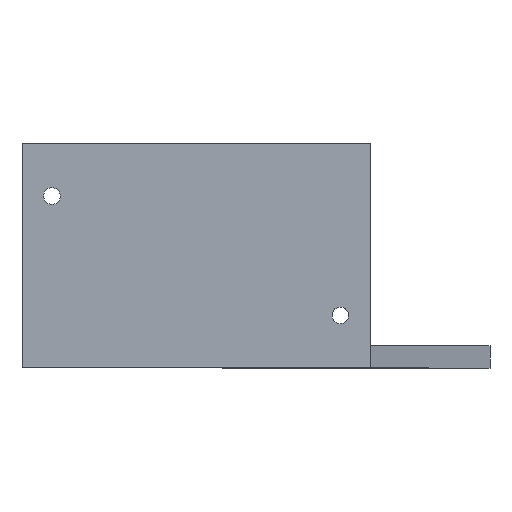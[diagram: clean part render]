
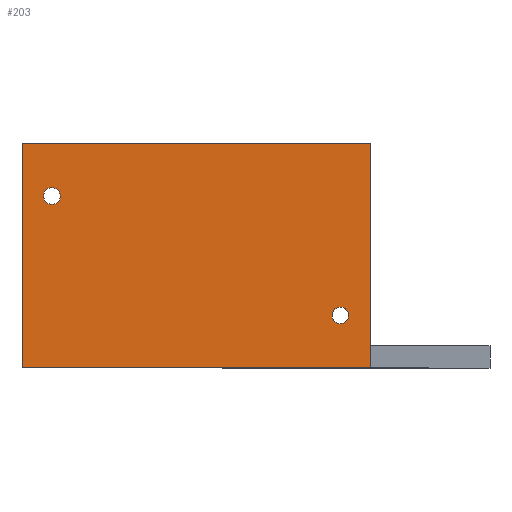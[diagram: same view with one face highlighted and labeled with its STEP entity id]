
A CAD part, top view. The second image highlights one B-rep face of the part: STEP entity #203.
In plain terms, the highlighted planar face has unit normal (0, 0, 1).
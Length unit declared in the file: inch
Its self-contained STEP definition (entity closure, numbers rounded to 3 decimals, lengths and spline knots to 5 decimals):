
#2 = AXIS2_PLACEMENT_3D ( 'NONE', #512, #89, #40 ) ;
#4 = LINE ( 'NONE', #467, #218 ) ;
#16 = CIRCLE ( 'NONE', #2, 0.035 ) ;
#19 = EDGE_CURVE ( 'NONE', #167, #21, #99, .T. ) ;
#21 = VERTEX_POINT ( 'NONE', #328 ) ;
#31 = CARTESIAN_POINT ( 'NONE',  ( -0.0625, 0.78, 0.09375 ) ) ;
#40 = DIRECTION ( 'NONE',  ( 1., 0., 0. ) ) ;
#41 = CARTESIAN_POINT ( 'NONE',  ( -0.0625, 0.78, 0.09375 ) ) ;
#72 = EDGE_CURVE ( 'NONE', #546, #289, #4, .T. ) ;
#89 = DIRECTION ( 'NONE',  ( 0., 0., 1. ) ) ;
#92 = DIRECTION ( 'NONE',  ( 1., 0., 0. ) ) ;
#96 = DIRECTION ( 'NONE',  ( 0., 1., 0. ) ) ;
#99 = CIRCLE ( 'NONE', #137, 0.035 ) ;
#104 = ORIENTED_EDGE ( 'NONE', *, *, #473, .F. ) ;
#115 = PLANE ( 'NONE',  #605 ) ;
#118 = EDGE_CURVE ( 'NONE', #510, #546, #545, .T. ) ;
#137 = AXIS2_PLACEMENT_3D ( 'NONE', #422, #514, #375 ) ;
#149 = FACE_OUTER_BOUND ( 'NONE', #411, .T. ) ;
#167 = VERTEX_POINT ( 'NONE', #481 ) ;
#176 = VECTOR ( 'NONE', #616, 39.37008 ) ;
#178 = EDGE_CURVE ( 'NONE', #21, #167, #304, .T. ) ;
#182 = LINE ( 'NONE', #193, #595 ) ;
#187 = DIRECTION ( 'NONE',  ( 1., 0., 0. ) ) ;
#193 = CARTESIAN_POINT ( 'NONE',  ( 1.3925, -0.0625, 0.09375 ) ) ;
#203 = ADVANCED_FACE ( 'NONE', ( #149, #338, #601 ), #115, .F. ) ;
#213 = EDGE_CURVE ( 'NONE', #493, #289, #314, .T. ) ;
#216 = ORIENTED_EDGE ( 'NONE', *, *, #118, .T. ) ;
#218 = VECTOR ( 'NONE', #621, 39.37008 ) ;
#222 = ORIENTED_EDGE ( 'NONE', *, *, #563, .T. ) ;
#255 = AXIS2_PLACEMENT_3D ( 'NONE', #582, #427, #187 ) ;
#263 = DIRECTION ( 'NONE',  ( 0., 0., -1. ) ) ;
#289 = VERTEX_POINT ( 'NONE', #544 ) ;
#295 = ORIENTED_EDGE ( 'NONE', *, *, #213, .F. ) ;
#303 = ORIENTED_EDGE ( 'NONE', *, *, #178, .F. ) ;
#304 = CIRCLE ( 'NONE', #255, 0.035 ) ;
#308 = EDGE_LOOP ( 'NONE', ( #442, #303 ) ) ;
#313 = EDGE_LOOP ( 'NONE', ( #104, #395 ) ) ;
#314 = LINE ( 'NONE', #455, #329 ) ;
#328 = CARTESIAN_POINT ( 'NONE',  ( 1.3025, 0.0625, 0.09375 ) ) ;
#329 = VECTOR ( 'NONE', #403, 39.37008 ) ;
#338 = FACE_BOUND ( 'NONE', #313, .T. ) ;
#349 = VERTEX_POINT ( 'NONE', #553 ) ;
#375 = DIRECTION ( 'NONE',  ( 1., 0., 0. ) ) ;
#395 = ORIENTED_EDGE ( 'NONE', *, *, #410, .F. ) ;
#402 = AXIS2_PLACEMENT_3D ( 'NONE', #424, #417, #92 ) ;
#403 = DIRECTION ( 'NONE',  ( -1., 0., 0. ) ) ;
#410 = EDGE_CURVE ( 'NONE', #349, #600, #16, .T. ) ;
#411 = EDGE_LOOP ( 'NONE', ( #487, #295, #222, #216 ) ) ;
#417 = DIRECTION ( 'NONE',  ( 0., 0., 1. ) ) ;
#422 = CARTESIAN_POINT ( 'NONE',  ( 1.2675, 0.0625, 0.09375 ) ) ;
#424 = CARTESIAN_POINT ( 'NONE',  ( 0.0625, 0.56125, 0.09375 ) ) ;
#427 = DIRECTION ( 'NONE',  ( 0., 0., 1. ) ) ;
#436 = CARTESIAN_POINT ( 'NONE',  ( 0.0275, 0.56125, 0.09375 ) ) ;
#442 = ORIENTED_EDGE ( 'NONE', *, *, #19, .F. ) ;
#455 = CARTESIAN_POINT ( 'NONE',  ( -0.0625, -0.15625, 0.09375 ) ) ;
#467 = CARTESIAN_POINT ( 'NONE',  ( -0.0625, -0.0625, 0.09375 ) ) ;
#473 = EDGE_CURVE ( 'NONE', #600, #349, #531, .T. ) ;
#481 = CARTESIAN_POINT ( 'NONE',  ( 1.2325, 0.0625, 0.09375 ) ) ;
#487 = ORIENTED_EDGE ( 'NONE', *, *, #72, .T. ) ;
#493 = VERTEX_POINT ( 'NONE', #615 ) ;
#494 = CARTESIAN_POINT ( 'NONE',  ( 0., 0., 0.09375 ) ) ;
#498 = DIRECTION ( 'NONE',  ( -1., 0., 0. ) ) ;
#510 = VERTEX_POINT ( 'NONE', #574 ) ;
#512 = CARTESIAN_POINT ( 'NONE',  ( 0.0625, 0.56125, 0.09375 ) ) ;
#514 = DIRECTION ( 'NONE',  ( 0., 0., 1. ) ) ;
#531 = CIRCLE ( 'NONE', #402, 0.035 ) ;
#544 = CARTESIAN_POINT ( 'NONE',  ( -0.0625, -0.15625, 0.09375 ) ) ;
#545 = LINE ( 'NONE', #31, #176 ) ;
#546 = VERTEX_POINT ( 'NONE', #41 ) ;
#553 = CARTESIAN_POINT ( 'NONE',  ( 0.0975, 0.56125, 0.09375 ) ) ;
#563 = EDGE_CURVE ( 'NONE', #493, #510, #182, .T. ) ;
#574 = CARTESIAN_POINT ( 'NONE',  ( 1.3925, 0.78, 0.09375 ) ) ;
#582 = CARTESIAN_POINT ( 'NONE',  ( 1.2675, 0.0625, 0.09375 ) ) ;
#595 = VECTOR ( 'NONE', #96, 39.37008 ) ;
#600 = VERTEX_POINT ( 'NONE', #436 ) ;
#601 = FACE_BOUND ( 'NONE', #308, .T. ) ;
#605 = AXIS2_PLACEMENT_3D ( 'NONE', #494, #263, #498 ) ;
#615 = CARTESIAN_POINT ( 'NONE',  ( 1.3925, -0.15625, 0.09375 ) ) ;
#616 = DIRECTION ( 'NONE',  ( -1., 0., 0. ) ) ;
#621 = DIRECTION ( 'NONE',  ( 0., -1., 0. ) ) ;
